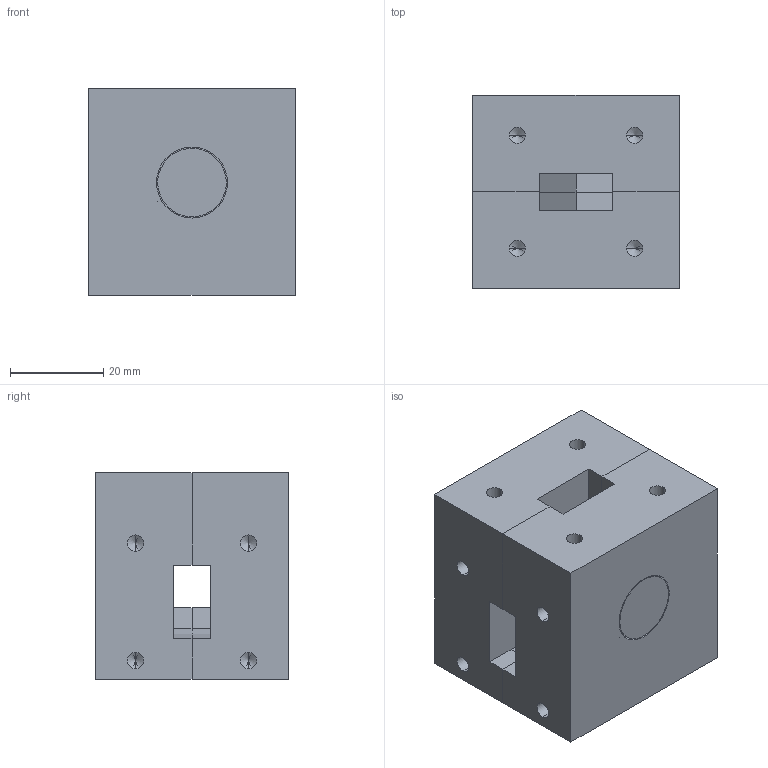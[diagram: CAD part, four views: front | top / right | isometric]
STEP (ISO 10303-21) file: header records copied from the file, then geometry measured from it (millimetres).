
FILE_DESCRIPTION (( 'STEP AP214' ), '1' );
FILE_NAME ('062513.STEP', '2023-06-12T14:32:09', ( '' ), ( '' ), 'SwSTEP 2.0', 'SolidWorks 2022', '' );
FILE_SCHEMA (( 'AUTOMOTIVE_DESIGN' ));
Length unit declared in the file: inch
Products named in the file (6): socket head cap screw_ai_HX-SHCS 0.138-32x0.625x0.625-S; 500501-XX_500501-4; dowel pin_ai_DPM 0.125x0.375; 062513; 062513_090517-99; 062513_090517-98
Assembly tree (13 placements, depth 2):
  062513
    062513_090517-99
    062513_090517-98
    socket head cap screw_ai_HX-SHCS 0.138-32x0.625x0.625-S  x7
    dowel pin_ai_DPM 0.125x0.375  x2
    500501-XX_500501-4  x2
Bounding box: 44.45 x 41.4 x 44.45 mm (x, y, z)
Volume: 66873.2 mm3; surface area: 24345 mm2
Topology: 13 solids, 13 shells, 1216 faces, 3108 edges, 1906 vertices
Faces by surface type: cone 648, cylinder 384, plane 166, torus 18
Entity records: 10338 total; most frequent: DIRECTION 1898, CARTESIAN_POINT 1658, ORIENTED_EDGE 1600, EDGE_CURVE 800, AXIS2_PLACEMENT_3D 748, VERTEX_POINT 508, VECTOR 402, LINE 402
